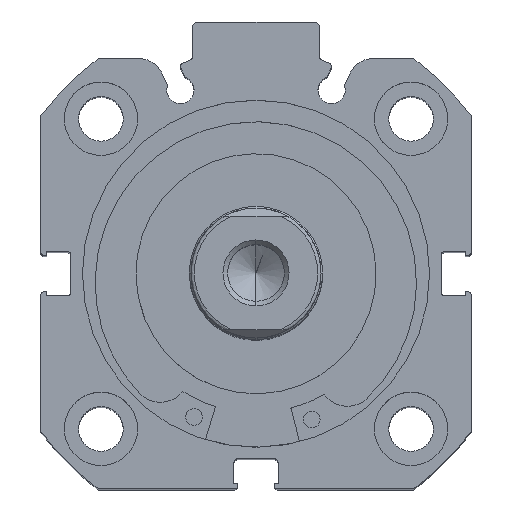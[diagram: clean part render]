
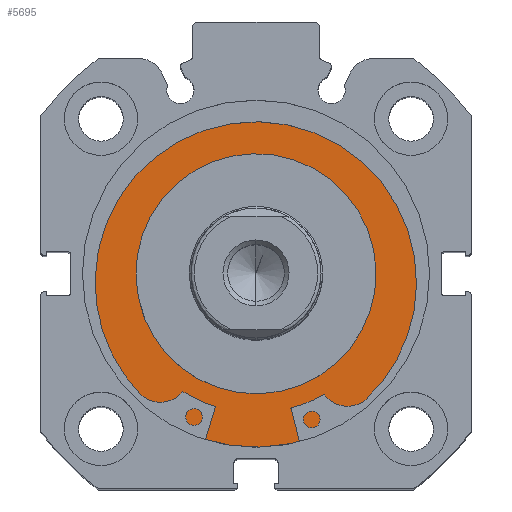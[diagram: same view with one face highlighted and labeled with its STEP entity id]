
A CAD part, top view. The second image highlights one B-rep face of the part: STEP entity #5695.
In plain terms, the highlighted face is planar.
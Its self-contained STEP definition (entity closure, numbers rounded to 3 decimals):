
#1456 = AXIS2_PLACEMENT_3D ( 'NONE', #3895, #3897, #3898 ) ;
#1623 = AXIS2_PLACEMENT_3D ( 'NONE', #4553, #4554, #4555 ) ;
#1632 = AXIS2_PLACEMENT_3D ( 'NONE', #4537, #4545, #4546 ) ;
#1639 = AXIS2_PLACEMENT_3D ( 'NONE', #4568, #4570, #4571 ) ;
#1650 = AXIS2_PLACEMENT_3D ( 'NONE', #4583, #4590, #4591 ) ;
#2493 = FACE_BOUND ( 'NONE', #5503, .T. ) ;
#2498 = FACE_OUTER_BOUND ( 'NONE', #5562, .T. ) ;
#3353 = CARTESIAN_POINT ( 'NONE',  ( 3.5, 0., -26. ) ) ;
#3360 = CARTESIAN_POINT ( 'NONE',  ( 3.5, 0., -18. ) ) ;
#3365 = CARTESIAN_POINT ( 'NONE',  ( 3.5, 0., 18. ) ) ;
#3367 = CARTESIAN_POINT ( 'NONE',  ( 3.5, 0., 26. ) ) ;
#3895 = CARTESIAN_POINT ( 'NONE',  ( 3.5, 26., 0. ) ) ;
#3896 = PLANE ( 'NONE',  #1456 ) ;
#3897 = DIRECTION ( 'NONE',  ( 1., 0., 0. ) ) ;
#3898 = DIRECTION ( 'NONE',  ( 0., 0., -1. ) ) ;
#4537 = CARTESIAN_POINT ( 'NONE',  ( 3.5, 0., 0. ) ) ;
#4545 = DIRECTION ( 'NONE',  ( -1., 0., 0. ) ) ;
#4546 = DIRECTION ( 'NONE',  ( 0., 0., 1. ) ) ;
#4553 = CARTESIAN_POINT ( 'NONE',  ( 3.5, 0., 0. ) ) ;
#4554 = DIRECTION ( 'NONE',  ( -1., 0., 0. ) ) ;
#4555 = DIRECTION ( 'NONE',  ( 0., 0., 1. ) ) ;
#4568 = CARTESIAN_POINT ( 'NONE',  ( 3.5, 0., 0. ) ) ;
#4570 = DIRECTION ( 'NONE',  ( -1., 0., 0. ) ) ;
#4571 = DIRECTION ( 'NONE',  ( 0., 0., 1. ) ) ;
#4583 = CARTESIAN_POINT ( 'NONE',  ( 3.5, 0., 0. ) ) ;
#4590 = DIRECTION ( 'NONE',  ( -1., 0., 0. ) ) ;
#4591 = DIRECTION ( 'NONE',  ( 0., 0., 1. ) ) ;
#4803 = CIRCLE ( 'NONE', #1632, 18. ) ;
#4808 = CIRCLE ( 'NONE', #1623, 26. ) ;
#4813 = CIRCLE ( 'NONE', #1639, 18. ) ;
#4820 = CIRCLE ( 'NONE', #1650, 26. ) ;
#5161 = VERTEX_POINT ( 'NONE', #3353 ) ;
#5176 = VERTEX_POINT ( 'NONE', #3360 ) ;
#5186 = VERTEX_POINT ( 'NONE', #3365 ) ;
#5189 = VERTEX_POINT ( 'NONE', #3367 ) ;
#5503 = EDGE_LOOP ( 'NONE', ( #6945, #6968 ) ) ;
#5562 = EDGE_LOOP ( 'NONE', ( #6974, #6978 ) ) ;
#5695 = ADVANCED_FACE ( 'NONE', ( #2493, #2498 ), #3896, .F. ) ;
#6239 = EDGE_CURVE ( 'NONE', #5176, #5186, #4803, .T. ) ;
#6243 = EDGE_CURVE ( 'NONE', #5189, #5161, #4808, .T. ) ;
#6248 = EDGE_CURVE ( 'NONE', #5186, #5176, #4813, .T. ) ;
#6255 = EDGE_CURVE ( 'NONE', #5161, #5189, #4820, .T. ) ;
#6945 = ORIENTED_EDGE ( 'NONE', *, *, #6248, .F. ) ;
#6968 = ORIENTED_EDGE ( 'NONE', *, *, #6239, .F. ) ;
#6974 = ORIENTED_EDGE ( 'NONE', *, *, #6243, .T. ) ;
#6978 = ORIENTED_EDGE ( 'NONE', *, *, #6255, .T. ) ;
